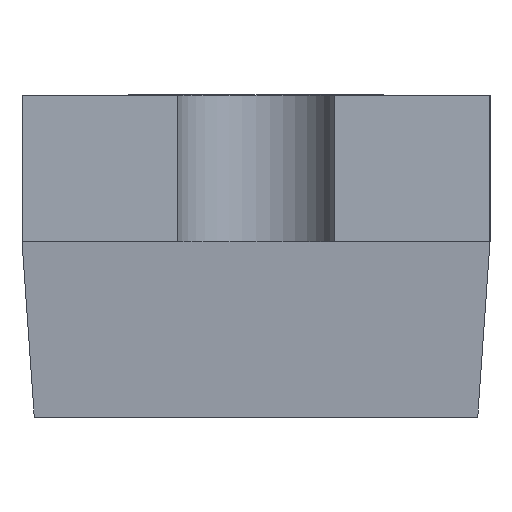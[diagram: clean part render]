
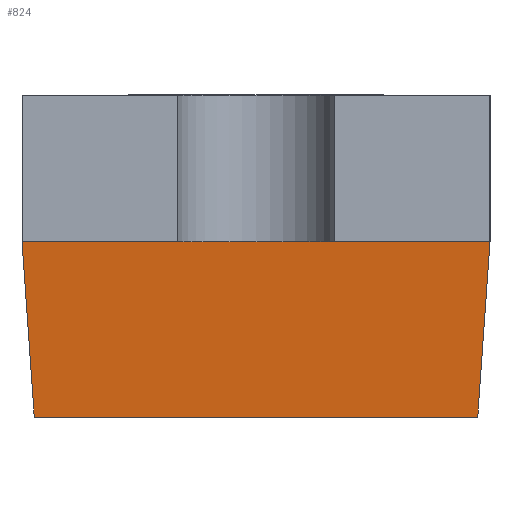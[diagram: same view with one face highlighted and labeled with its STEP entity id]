
A CAD part, left-side view. The second image highlights one B-rep face of the part: STEP entity #824.
In plain terms, the highlighted free-form (B-spline) face has degree [1, 1] with [2, 2] control points.
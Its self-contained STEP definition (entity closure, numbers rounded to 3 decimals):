
#824 = ADVANCED_FACE('',(#825),#839,.F.);
#825 = FACE_BOUND('',#826,.F.);
#826 = EDGE_LOOP('',(#827,#862,#889,#916));
#827 = ORIENTED_EDGE('',*,*,#828,.T.);
#828 = EDGE_CURVE('',#829,#831,#833,.T.);
#829 = VERTEX_POINT('',#830);
#830 = CARTESIAN_POINT('',(-0.7,0.8,0.));
#831 = VERTEX_POINT('',#832);
#832 = CARTESIAN_POINT('',(-0.7,-0.8,0.));
#833 = SURFACE_CURVE('',#834,(#838,#850),.PCURVE_S1.);
#834 = LINE('',#835,#836);
#835 = CARTESIAN_POINT('',(-0.7,0.8,0.));
#836 = VECTOR('',#837,1.);
#837 = DIRECTION('',(0.,-1.,0.));
#838 = PCURVE('',#839,#844);
#839 = B_SPLINE_SURFACE_WITH_KNOTS('',1,1,(
    (#840,#841)
    ,(#842,#843
  )),.UNSPECIFIED.,.F.,.F.,.F.,(2,2),(2,2),(0.,1.6),(0.,1.),
  .PIECEWISE_BEZIER_KNOTS.);
#840 = CARTESIAN_POINT('',(-0.7,0.8,0.));
#841 = CARTESIAN_POINT('',(-0.658,0.758,-0.6));
#842 = CARTESIAN_POINT('',(-0.7,-0.8,0.));
#843 = CARTESIAN_POINT('',(-0.658,-0.758,-0.6));
#844 = DEFINITIONAL_REPRESENTATION('',(#845),#849);
#845 = LINE('',#846,#847);
#846 = CARTESIAN_POINT('',(0.,0.));
#847 = VECTOR('',#848,1.);
#848 = DIRECTION('',(1.,0.));
#849 = ( GEOMETRIC_REPRESENTATION_CONTEXT(2) 
PARAMETRIC_REPRESENTATION_CONTEXT() REPRESENTATION_CONTEXT('2D SPACE',''
  ) );
#850 = PCURVE('',#851,#856);
#851 = PLANE('',#852);
#852 = AXIS2_PLACEMENT_3D('',#853,#854,#855);
#853 = CARTESIAN_POINT('',(-0.7,0.8,0.));
#854 = DIRECTION('',(0.,0.,-1.));
#855 = DIRECTION('',(0.659,-0.753,0.));
#856 = DEFINITIONAL_REPRESENTATION('',(#857),#861);
#857 = LINE('',#858,#859);
#858 = CARTESIAN_POINT('',(0.,-0.));
#859 = VECTOR('',#860,1.);
#860 = DIRECTION('',(0.753,0.659));
#861 = ( GEOMETRIC_REPRESENTATION_CONTEXT(2) 
PARAMETRIC_REPRESENTATION_CONTEXT() REPRESENTATION_CONTEXT('2D SPACE',''
  ) );
#862 = ORIENTED_EDGE('',*,*,#863,.T.);
#863 = EDGE_CURVE('',#831,#864,#866,.T.);
#864 = VERTEX_POINT('',#865);
#865 = CARTESIAN_POINT('',(-0.658,-0.758,-0.6));
#866 = SURFACE_CURVE('',#867,(#870,#877),.PCURVE_S1.);
#867 = B_SPLINE_CURVE_WITH_KNOTS('',1,(#868,#869),.UNSPECIFIED.,.F.,.F.,
  (2,2),(0.,1.),.PIECEWISE_BEZIER_KNOTS.);
#868 = CARTESIAN_POINT('',(-0.7,-0.8,0.));
#869 = CARTESIAN_POINT('',(-0.658,-0.758,-0.6));
#870 = PCURVE('',#839,#871);
#871 = DEFINITIONAL_REPRESENTATION('',(#872),#876);
#872 = LINE('',#873,#874);
#873 = CARTESIAN_POINT('',(1.6,0.));
#874 = VECTOR('',#875,1.);
#875 = DIRECTION('',(0.,1.));
#876 = ( GEOMETRIC_REPRESENTATION_CONTEXT(2) 
PARAMETRIC_REPRESENTATION_CONTEXT() REPRESENTATION_CONTEXT('2D SPACE',''
  ) );
#877 = PCURVE('',#878,#883);
#878 = B_SPLINE_SURFACE_WITH_KNOTS('',1,1,(
    (#879,#880)
    ,(#881,#882
  )),.UNSPECIFIED.,.F.,.F.,.F.,(2,2),(2,2),(0.,1.4),(0.,1.),
  .PIECEWISE_BEZIER_KNOTS.);
#879 = CARTESIAN_POINT('',(-0.7,-0.8,0.));
#880 = CARTESIAN_POINT('',(-0.658,-0.758,-0.6));
#881 = CARTESIAN_POINT('',(0.7,-0.8,0.));
#882 = CARTESIAN_POINT('',(0.658,-0.758,-0.6));
#883 = DEFINITIONAL_REPRESENTATION('',(#884),#888);
#884 = LINE('',#885,#886);
#885 = CARTESIAN_POINT('',(0.,0.));
#886 = VECTOR('',#887,1.);
#887 = DIRECTION('',(0.,1.));
#888 = ( GEOMETRIC_REPRESENTATION_CONTEXT(2) 
PARAMETRIC_REPRESENTATION_CONTEXT() REPRESENTATION_CONTEXT('2D SPACE',''
  ) );
#889 = ORIENTED_EDGE('',*,*,#890,.F.);
#890 = EDGE_CURVE('',#891,#864,#893,.T.);
#891 = VERTEX_POINT('',#892);
#892 = CARTESIAN_POINT('',(-0.658,0.758,-0.6));
#893 = SURFACE_CURVE('',#894,(#898,#904),.PCURVE_S1.);
#894 = LINE('',#895,#896);
#895 = CARTESIAN_POINT('',(-0.658,0.8,-0.6));
#896 = VECTOR('',#897,1.);
#897 = DIRECTION('',(0.,-1.,0.));
#898 = PCURVE('',#839,#899);
#899 = DEFINITIONAL_REPRESENTATION('',(#900),#903);
#900 = B_SPLINE_CURVE_WITH_KNOTS('',1,(#901,#902),.UNSPECIFIED.,.F.,.F.,
  (2,2),(0.042,1.558),.PIECEWISE_BEZIER_KNOTS.);
#901 = CARTESIAN_POINT('',(0.,1.));
#902 = CARTESIAN_POINT('',(1.6,1.));
#903 = ( GEOMETRIC_REPRESENTATION_CONTEXT(2) 
PARAMETRIC_REPRESENTATION_CONTEXT() REPRESENTATION_CONTEXT('2D SPACE',''
  ) );
#904 = PCURVE('',#905,#910);
#905 = PLANE('',#906);
#906 = AXIS2_PLACEMENT_3D('',#907,#908,#909);
#907 = CARTESIAN_POINT('',(-0.658,0.758,-0.6));
#908 = DIRECTION('',(0.,0.,-1.));
#909 = DIRECTION('',(0.656,-0.755,0.));
#910 = DEFINITIONAL_REPRESENTATION('',(#911),#915);
#911 = LINE('',#912,#913);
#912 = CARTESIAN_POINT('',(-0.032,-0.028));
#913 = VECTOR('',#914,1.);
#914 = DIRECTION('',(0.755,0.656));
#915 = ( GEOMETRIC_REPRESENTATION_CONTEXT(2) 
PARAMETRIC_REPRESENTATION_CONTEXT() REPRESENTATION_CONTEXT('2D SPACE',''
  ) );
#916 = ORIENTED_EDGE('',*,*,#917,.F.);
#917 = EDGE_CURVE('',#829,#891,#918,.T.);
#918 = SURFACE_CURVE('',#919,(#922,#929),.PCURVE_S1.);
#919 = B_SPLINE_CURVE_WITH_KNOTS('',1,(#920,#921),.UNSPECIFIED.,.F.,.F.,
  (2,2),(0.,1.),.PIECEWISE_BEZIER_KNOTS.);
#920 = CARTESIAN_POINT('',(-0.7,0.8,0.));
#921 = CARTESIAN_POINT('',(-0.658,0.758,-0.6));
#922 = PCURVE('',#839,#923);
#923 = DEFINITIONAL_REPRESENTATION('',(#924),#928);
#924 = LINE('',#925,#926);
#925 = CARTESIAN_POINT('',(0.,0.));
#926 = VECTOR('',#927,1.);
#927 = DIRECTION('',(0.,1.));
#928 = ( GEOMETRIC_REPRESENTATION_CONTEXT(2) 
PARAMETRIC_REPRESENTATION_CONTEXT() REPRESENTATION_CONTEXT('2D SPACE',''
  ) );
#929 = PCURVE('',#930,#935);
#930 = B_SPLINE_SURFACE_WITH_KNOTS('',1,1,(
    (#931,#932)
    ,(#933,#934
  )),.UNSPECIFIED.,.F.,.F.,.F.,(2,2),(2,2),(0.,1.4),(0.,1.),
  .PIECEWISE_BEZIER_KNOTS.);
#931 = CARTESIAN_POINT('',(0.7,0.8,0.));
#932 = CARTESIAN_POINT('',(0.658,0.758,-0.6));
#933 = CARTESIAN_POINT('',(-0.7,0.8,0.));
#934 = CARTESIAN_POINT('',(-0.658,0.758,-0.6));
#935 = DEFINITIONAL_REPRESENTATION('',(#936),#940);
#936 = LINE('',#937,#938);
#937 = CARTESIAN_POINT('',(1.4,0.));
#938 = VECTOR('',#939,1.);
#939 = DIRECTION('',(0.,1.));
#940 = ( GEOMETRIC_REPRESENTATION_CONTEXT(2) 
PARAMETRIC_REPRESENTATION_CONTEXT() REPRESENTATION_CONTEXT('2D SPACE',''
  ) );
